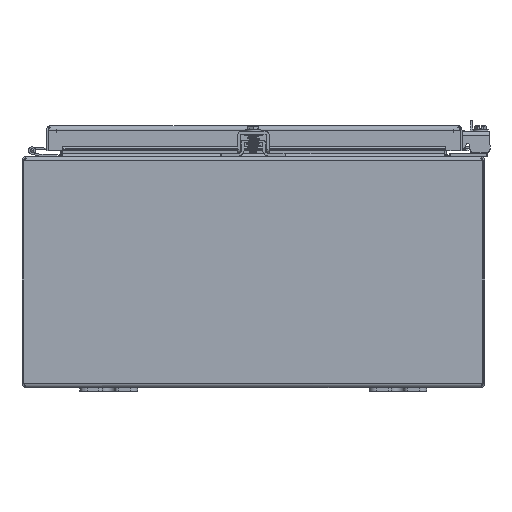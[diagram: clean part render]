
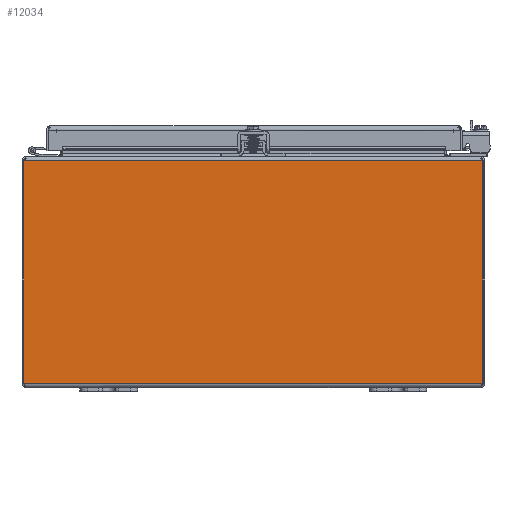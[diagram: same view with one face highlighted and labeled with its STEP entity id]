
A CAD part, front view. The second image highlights one B-rep face of the part: STEP entity #12034.
In plain terms, the highlighted planar face has unit normal (0, -1, 0).
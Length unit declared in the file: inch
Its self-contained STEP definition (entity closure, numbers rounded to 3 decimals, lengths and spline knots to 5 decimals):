
#1138=PLANE('',#12788);
#1610=LINE('',#17627,#2719);
#1611=LINE('',#17645,#2720);
#1612=LINE('',#17646,#2721);
#1613=LINE('',#17647,#2722);
#2719=VECTOR('',#14085,15.88059);
#2720=VECTOR('',#14088,15.88059);
#2721=VECTOR('',#14089,7.6945);
#2722=VECTOR('',#14090,7.6945);
#3812=FACE_OUTER_BOUND('',#4512,.T.);
#4512=EDGE_LOOP('',(#8734,#8735,#8736,#8737));
#5711=VERTEX_POINT('',#17625);
#5712=VERTEX_POINT('',#17626);
#5713=VERTEX_POINT('',#17643);
#5714=VERTEX_POINT('',#17644);
#6882=EDGE_CURVE('',#5711,#5712,#1610,.T.);
#6885=EDGE_CURVE('',#5713,#5714,#1611,.T.);
#6886=EDGE_CURVE('',#5711,#5714,#1612,.T.);
#6887=EDGE_CURVE('',#5713,#5712,#1613,.T.);
#8734=ORIENTED_EDGE('',*,*,#6885,.T.);
#8735=ORIENTED_EDGE('',*,*,#6886,.F.);
#8736=ORIENTED_EDGE('',*,*,#6882,.T.);
#8737=ORIENTED_EDGE('',*,*,#6887,.F.);
#12034=ADVANCED_FACE('',(#3812),#1138,.F.);
#12788=AXIS2_PLACEMENT_3D('',#17642,#14086,#14087);
#14085=DIRECTION('',(-1.,0.,0.));
#14086=DIRECTION('center_axis',(0.,1.,0.));
#14087=DIRECTION('ref_axis',(1.,0.,0.));
#14088=DIRECTION('',(1.,0.,0.));
#14089=DIRECTION('',(0.,0.,-1.));
#14090=DIRECTION('',(0.,0.,1.));
#17625=CARTESIAN_POINT('',(7.94029,-12.,7.84725));
#17626=CARTESIAN_POINT('',(-7.94029,-12.,7.84725));
#17627=CARTESIAN_POINT('',(3.97015,-12.,7.84725));
#17642=CARTESIAN_POINT('Origin',(0.,-12.,4.00024));
#17643=CARTESIAN_POINT('',(-7.94029,-12.,0.15275));
#17644=CARTESIAN_POINT('',(7.94029,-12.,0.15275));
#17645=CARTESIAN_POINT('',(0.,-12.,0.15275));
#17646=CARTESIAN_POINT('',(7.94029,-12.,0.15275));
#17647=CARTESIAN_POINT('',(-7.94029,-12.,0.15275));
